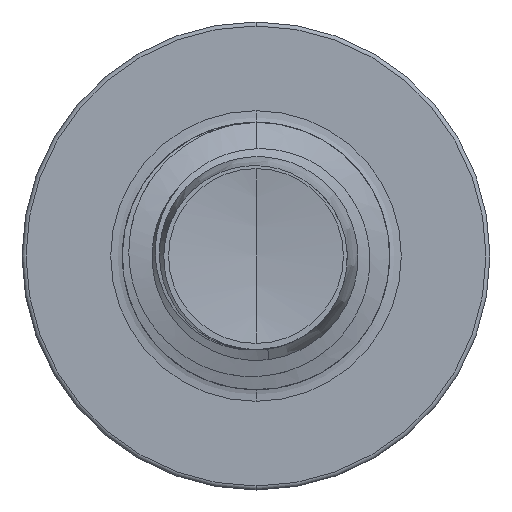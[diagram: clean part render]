
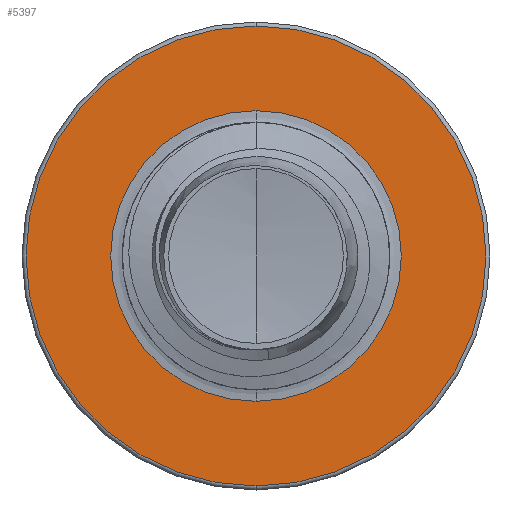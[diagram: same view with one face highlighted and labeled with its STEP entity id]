
A CAD part, front view. The second image highlights one B-rep face of the part: STEP entity #5397.
In plain terms, the highlighted planar face has unit normal (0, -1, 0).
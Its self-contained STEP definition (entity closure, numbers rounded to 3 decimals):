
#671 = ORIENTED_EDGE ( 'NONE', *, *, #12414, .F. ) ;
#918 = ORIENTED_EDGE ( 'NONE', *, *, #19137, .F. ) ;
#1436 = ORIENTED_EDGE ( 'NONE', *, *, #2090, .T. ) ;
#1785 = ORIENTED_EDGE ( 'NONE', *, *, #7698, .T. ) ;
#2090 = EDGE_CURVE ( 'NONE', #22261, #18451, #4778, .T. ) ;
#2518 = CIRCLE ( 'NONE', #16150, 3.44 ) ;
#2885 = FACE_OUTER_BOUND ( 'NONE', #21477, .T. ) ;
#3044 = CARTESIAN_POINT ( 'NONE',  ( 0., 8.5, 2.174 ) ) ;
#3436 = CARTESIAN_POINT ( 'NONE',  ( 0., 8.5, 3.44 ) ) ;
#4117 = CIRCLE ( 'NONE', #20136, 2.174 ) ;
#4523 = CIRCLE ( 'NONE', #9882, 3.44 ) ;
#4778 = CIRCLE ( 'NONE', #19209, 2.174 ) ;
#5397 = ADVANCED_FACE ( 'NONE', ( #2885, #18234 ), #17518, .F. ) ;
#5423 = DIRECTION ( 'NONE',  ( 0., 1., 0. ) ) ;
#6053 = CARTESIAN_POINT ( 'NONE',  ( 0., 8.5, 0. ) ) ;
#6149 = DIRECTION ( 'NONE',  ( 0., 0., 1. ) ) ;
#7698 = EDGE_CURVE ( 'NONE', #18451, #22261, #4117, .T. ) ;
#8047 = DIRECTION ( 'NONE',  ( 0., 0., 1. ) ) ;
#8428 = CARTESIAN_POINT ( 'NONE',  ( 0., 8.5, -3.44 ) ) ;
#9882 = AXIS2_PLACEMENT_3D ( 'NONE', #22691, #11626, #24527 ) ;
#11622 = EDGE_LOOP ( 'NONE', ( #1436, #1785 ) ) ;
#11626 = DIRECTION ( 'NONE',  ( 0., 1., 0. ) ) ;
#12414 = EDGE_CURVE ( 'NONE', #12444, #20919, #2518, .T. ) ;
#12444 = VERTEX_POINT ( 'NONE', #3436 ) ;
#13848 = CARTESIAN_POINT ( 'NONE',  ( 0., 8.5, -2.174 ) ) ;
#15680 = DIRECTION ( 'NONE',  ( 0., 1., 0. ) ) ;
#15848 = DIRECTION ( 'NONE',  ( 0., 0., 1. ) ) ;
#15870 = CARTESIAN_POINT ( 'NONE',  ( 0., 8.5, 0. ) ) ;
#16150 = AXIS2_PLACEMENT_3D ( 'NONE', #16920, #5423, #18779 ) ;
#16317 = CARTESIAN_POINT ( 'NONE',  ( 0., 8.5, -2.174 ) ) ;
#16920 = CARTESIAN_POINT ( 'NONE',  ( 0., 8.5, 0. ) ) ;
#17518 = PLANE ( 'NONE',  #21025 ) ;
#17594 = DIRECTION ( 'NONE',  ( 0., 1., 0. ) ) ;
#18234 = FACE_BOUND ( 'NONE', #11622, .T. ) ;
#18451 = VERTEX_POINT ( 'NONE', #16317 ) ;
#18779 = DIRECTION ( 'NONE',  ( 0., 0., 1. ) ) ;
#19137 = EDGE_CURVE ( 'NONE', #20919, #12444, #4523, .T. ) ;
#19209 = AXIS2_PLACEMENT_3D ( 'NONE', #15870, #15680, #15848 ) ;
#19375 = DIRECTION ( 'NONE',  ( 0., 1., 0. ) ) ;
#20136 = AXIS2_PLACEMENT_3D ( 'NONE', #6053, #19375, #8047 ) ;
#20919 = VERTEX_POINT ( 'NONE', #8428 ) ;
#21025 = AXIS2_PLACEMENT_3D ( 'NONE', #13848, #17594, #6149 ) ;
#21477 = EDGE_LOOP ( 'NONE', ( #671, #918 ) ) ;
#22261 = VERTEX_POINT ( 'NONE', #3044 ) ;
#22691 = CARTESIAN_POINT ( 'NONE',  ( 0., 8.5, 0. ) ) ;
#24527 = DIRECTION ( 'NONE',  ( 0., 0., 1. ) ) ;
